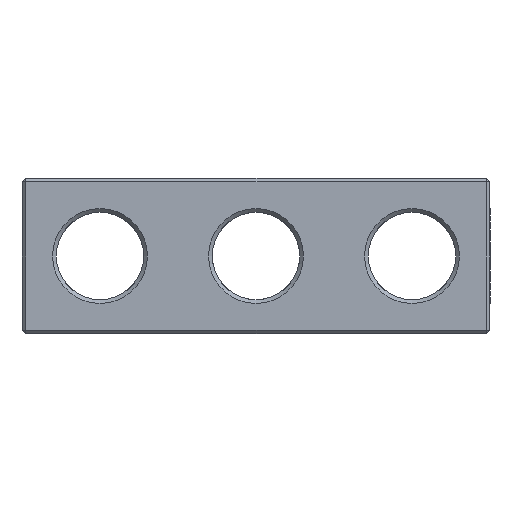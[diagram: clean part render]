
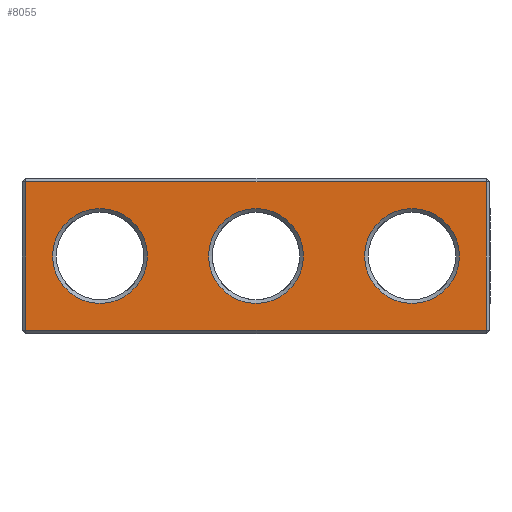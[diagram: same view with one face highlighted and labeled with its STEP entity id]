
A CAD part, front view. The second image highlights one B-rep face of the part: STEP entity #8055.
In plain terms, the highlighted planar face has unit normal (0, -1, 0).
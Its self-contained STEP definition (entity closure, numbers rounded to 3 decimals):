
#1023 = PLANE('',#1024);
#1024 = AXIS2_PLACEMENT_3D('',#1025,#1026,#1027);
#1025 = CARTESIAN_POINT('',(-18.75,-6.1,0.15));
#1026 = DIRECTION('',(0.,0.707,0.707));
#1027 = DIRECTION('',(1.,0.,0.));
#1434 = PLANE('',#1435);
#1435 = AXIS2_PLACEMENT_3D('',#1436,#1437,#1438);
#1436 = CARTESIAN_POINT('',(-18.75,-6.1,12.35));
#1437 = DIRECTION('',(0.,-0.707,0.707));
#1438 = DIRECTION('',(1.,0.,0.));
#2914 = PLANE('',#2915);
#2915 = AXIS2_PLACEMENT_3D('',#2916,#2917,#2918);
#2916 = CARTESIAN_POINT('',(-18.6,-6.1,0.));
#2917 = DIRECTION('',(-0.707,-0.707,0.));
#2918 = DIRECTION('',(0.,0.,1.));
#3276 = VERTEX_POINT('',#3277);
#3277 = CARTESIAN_POINT('',(-18.45,-6.25,0.3));
#3303 = EDGE_CURVE('',#3276,#3304,#3306,.T.);
#3304 = VERTEX_POINT('',#3305);
#3305 = CARTESIAN_POINT('',(18.45,-6.25,0.3));
#3306 = SURFACE_CURVE('',#3307,(#3311,#3318),.PCURVE_S1.);
#3307 = LINE('',#3308,#3309);
#3308 = CARTESIAN_POINT('',(-18.75,-6.25,0.3));
#3309 = VECTOR('',#3310,1.);
#3310 = DIRECTION('',(1.,0.,0.));
#3311 = PCURVE('',#1023,#3312);
#3312 = DEFINITIONAL_REPRESENTATION('',(#3313),#3317);
#3313 = LINE('',#3314,#3315);
#3314 = CARTESIAN_POINT('',(0.,-0.212));
#3315 = VECTOR('',#3316,1.);
#3316 = DIRECTION('',(1.,0.));
#3317 = ( GEOMETRIC_REPRESENTATION_CONTEXT(2) 
PARAMETRIC_REPRESENTATION_CONTEXT() REPRESENTATION_CONTEXT('2D SPACE',''
  ) );
#3318 = PCURVE('',#3319,#3324);
#3319 = PLANE('',#3320);
#3320 = AXIS2_PLACEMENT_3D('',#3321,#3322,#3323);
#3321 = CARTESIAN_POINT('',(-18.75,-6.25,0.));
#3322 = DIRECTION('',(0.,1.,0.));
#3323 = DIRECTION('',(1.,0.,0.));
#3324 = DEFINITIONAL_REPRESENTATION('',(#3325),#3329);
#3325 = LINE('',#3326,#3327);
#3326 = CARTESIAN_POINT('',(0.,-0.3));
#3327 = VECTOR('',#3328,1.);
#3328 = DIRECTION('',(1.,0.));
#3329 = ( GEOMETRIC_REPRESENTATION_CONTEXT(2) 
PARAMETRIC_REPRESENTATION_CONTEXT() REPRESENTATION_CONTEXT('2D SPACE',''
  ) );
#4023 = VERTEX_POINT('',#4024);
#4024 = CARTESIAN_POINT('',(-18.45,-6.25,12.2));
#4050 = EDGE_CURVE('',#4023,#4051,#4053,.T.);
#4051 = VERTEX_POINT('',#4052);
#4052 = CARTESIAN_POINT('',(18.45,-6.25,12.2));
#4053 = SURFACE_CURVE('',#4054,(#4058,#4065),.PCURVE_S1.);
#4054 = LINE('',#4055,#4056);
#4055 = CARTESIAN_POINT('',(-18.75,-6.25,12.2));
#4056 = VECTOR('',#4057,1.);
#4057 = DIRECTION('',(1.,0.,0.));
#4058 = PCURVE('',#1434,#4059);
#4059 = DEFINITIONAL_REPRESENTATION('',(#4060),#4064);
#4060 = LINE('',#4061,#4062);
#4061 = CARTESIAN_POINT('',(0.,-0.212));
#4062 = VECTOR('',#4063,1.);
#4063 = DIRECTION('',(1.,0.));
#4064 = ( GEOMETRIC_REPRESENTATION_CONTEXT(2) 
PARAMETRIC_REPRESENTATION_CONTEXT() REPRESENTATION_CONTEXT('2D SPACE',''
  ) );
#4065 = PCURVE('',#3319,#4066);
#4066 = DEFINITIONAL_REPRESENTATION('',(#4067),#4071);
#4067 = LINE('',#4068,#4069);
#4068 = CARTESIAN_POINT('',(0.,-12.2));
#4069 = VECTOR('',#4070,1.);
#4070 = DIRECTION('',(1.,0.));
#4071 = ( GEOMETRIC_REPRESENTATION_CONTEXT(2) 
PARAMETRIC_REPRESENTATION_CONTEXT() REPRESENTATION_CONTEXT('2D SPACE',''
  ) );
#7209 = EDGE_CURVE('',#3276,#4023,#7210,.T.);
#7210 = SURFACE_CURVE('',#7211,(#7215,#7222),.PCURVE_S1.);
#7211 = LINE('',#7212,#7213);
#7212 = CARTESIAN_POINT('',(-18.45,-6.25,0.));
#7213 = VECTOR('',#7214,1.);
#7214 = DIRECTION('',(0.,0.,1.));
#7215 = PCURVE('',#2914,#7216);
#7216 = DEFINITIONAL_REPRESENTATION('',(#7217),#7221);
#7217 = LINE('',#7218,#7219);
#7218 = CARTESIAN_POINT('',(0.,-0.212));
#7219 = VECTOR('',#7220,1.);
#7220 = DIRECTION('',(1.,0.));
#7221 = ( GEOMETRIC_REPRESENTATION_CONTEXT(2) 
PARAMETRIC_REPRESENTATION_CONTEXT() REPRESENTATION_CONTEXT('2D SPACE',''
  ) );
#7222 = PCURVE('',#3319,#7223);
#7223 = DEFINITIONAL_REPRESENTATION('',(#7224),#7228);
#7224 = LINE('',#7225,#7226);
#7225 = CARTESIAN_POINT('',(0.3,0.));
#7226 = VECTOR('',#7227,1.);
#7227 = DIRECTION('',(0.,-1.));
#7228 = ( GEOMETRIC_REPRESENTATION_CONTEXT(2) 
PARAMETRIC_REPRESENTATION_CONTEXT() REPRESENTATION_CONTEXT('2D SPACE',''
  ) );
#8055 = ADVANCED_FACE('',(#8056,#8087,#8118,#8149),#3319,.F.);
#8056 = FACE_BOUND('',#8057,.F.);
#8057 = EDGE_LOOP('',(#8058,#8059,#8060,#8086));
#8058 = ORIENTED_EDGE('',*,*,#7209,.T.);
#8059 = ORIENTED_EDGE('',*,*,#4050,.T.);
#8060 = ORIENTED_EDGE('',*,*,#8061,.F.);
#8061 = EDGE_CURVE('',#3304,#4051,#8062,.T.);
#8062 = SURFACE_CURVE('',#8063,(#8067,#8074),.PCURVE_S1.);
#8063 = LINE('',#8064,#8065);
#8064 = CARTESIAN_POINT('',(18.45,-6.25,0.));
#8065 = VECTOR('',#8066,1.);
#8066 = DIRECTION('',(0.,0.,1.));
#8067 = PCURVE('',#3319,#8068);
#8068 = DEFINITIONAL_REPRESENTATION('',(#8069),#8073);
#8069 = LINE('',#8070,#8071);
#8070 = CARTESIAN_POINT('',(37.2,0.));
#8071 = VECTOR('',#8072,1.);
#8072 = DIRECTION('',(0.,-1.));
#8073 = ( GEOMETRIC_REPRESENTATION_CONTEXT(2) 
PARAMETRIC_REPRESENTATION_CONTEXT() REPRESENTATION_CONTEXT('2D SPACE',''
  ) );
#8074 = PCURVE('',#8075,#8080);
#8075 = PLANE('',#8076);
#8076 = AXIS2_PLACEMENT_3D('',#8077,#8078,#8079);
#8077 = CARTESIAN_POINT('',(18.6,-6.1,0.));
#8078 = DIRECTION('',(0.707,-0.707,0.));
#8079 = DIRECTION('',(0.,0.,1.));
#8080 = DEFINITIONAL_REPRESENTATION('',(#8081),#8085);
#8081 = LINE('',#8082,#8083);
#8082 = CARTESIAN_POINT('',(0.,0.212));
#8083 = VECTOR('',#8084,1.);
#8084 = DIRECTION('',(1.,0.));
#8085 = ( GEOMETRIC_REPRESENTATION_CONTEXT(2) 
PARAMETRIC_REPRESENTATION_CONTEXT() REPRESENTATION_CONTEXT('2D SPACE',''
  ) );
#8086 = ORIENTED_EDGE('',*,*,#3303,.F.);
#8087 = FACE_BOUND('',#8088,.F.);
#8088 = EDGE_LOOP('',(#8089));
#8089 = ORIENTED_EDGE('',*,*,#8090,.F.);
#8090 = EDGE_CURVE('',#8091,#8091,#8093,.T.);
#8091 = VERTEX_POINT('',#8092);
#8092 = CARTESIAN_POINT('',(0.,-6.25,2.45));
#8093 = SURFACE_CURVE('',#8094,(#8099,#8106),.PCURVE_S1.);
#8094 = CIRCLE('',#8095,3.8);
#8095 = AXIS2_PLACEMENT_3D('',#8096,#8097,#8098);
#8096 = CARTESIAN_POINT('',(0.,-6.25,6.25));
#8097 = DIRECTION('',(0.,1.,0.));
#8098 = DIRECTION('',(0.,0.,-1.));
#8099 = PCURVE('',#3319,#8100);
#8100 = DEFINITIONAL_REPRESENTATION('',(#8101),#8105);
#8101 = CIRCLE('',#8102,3.8);
#8102 = AXIS2_PLACEMENT_2D('',#8103,#8104);
#8103 = CARTESIAN_POINT('',(18.75,-6.25));
#8104 = DIRECTION('',(0.,1.));
#8105 = ( GEOMETRIC_REPRESENTATION_CONTEXT(2) 
PARAMETRIC_REPRESENTATION_CONTEXT() REPRESENTATION_CONTEXT('2D SPACE',''
  ) );
#8106 = PCURVE('',#8107,#8112);
#8107 = CONICAL_SURFACE('',#8108,3.8,0.785);
#8108 = AXIS2_PLACEMENT_3D('',#8109,#8110,#8111);
#8109 = CARTESIAN_POINT('',(0.,-6.25,6.25));
#8110 = DIRECTION('',(0.,-1.,0.));
#8111 = DIRECTION('',(0.,0.,-1.));
#8112 = DEFINITIONAL_REPRESENTATION('',(#8113),#8117);
#8113 = LINE('',#8114,#8115);
#8114 = CARTESIAN_POINT('',(-0.,-0.));
#8115 = VECTOR('',#8116,1.);
#8116 = DIRECTION('',(-1.,-0.));
#8117 = ( GEOMETRIC_REPRESENTATION_CONTEXT(2) 
PARAMETRIC_REPRESENTATION_CONTEXT() REPRESENTATION_CONTEXT('2D SPACE',''
  ) );
#8118 = FACE_BOUND('',#8119,.F.);
#8119 = EDGE_LOOP('',(#8120));
#8120 = ORIENTED_EDGE('',*,*,#8121,.F.);
#8121 = EDGE_CURVE('',#8122,#8122,#8124,.T.);
#8122 = VERTEX_POINT('',#8123);
#8123 = CARTESIAN_POINT('',(-16.3,-6.25,6.25));
#8124 = SURFACE_CURVE('',#8125,(#8130,#8137),.PCURVE_S1.);
#8125 = CIRCLE('',#8126,3.8);
#8126 = AXIS2_PLACEMENT_3D('',#8127,#8128,#8129);
#8127 = CARTESIAN_POINT('',(-12.5,-6.25,6.25));
#8128 = DIRECTION('',(0.,1.,0.));
#8129 = DIRECTION('',(-1.,0.,0.));
#8130 = PCURVE('',#3319,#8131);
#8131 = DEFINITIONAL_REPRESENTATION('',(#8132),#8136);
#8132 = CIRCLE('',#8133,3.8);
#8133 = AXIS2_PLACEMENT_2D('',#8134,#8135);
#8134 = CARTESIAN_POINT('',(6.25,-6.25));
#8135 = DIRECTION('',(-1.,0.));
#8136 = ( GEOMETRIC_REPRESENTATION_CONTEXT(2) 
PARAMETRIC_REPRESENTATION_CONTEXT() REPRESENTATION_CONTEXT('2D SPACE',''
  ) );
#8137 = PCURVE('',#8138,#8143);
#8138 = CONICAL_SURFACE('',#8139,3.5,0.785);
#8139 = AXIS2_PLACEMENT_3D('',#8140,#8141,#8142);
#8140 = CARTESIAN_POINT('',(-12.5,-5.95,6.25));
#8141 = DIRECTION('',(0.,-1.,0.));
#8142 = DIRECTION('',(-1.,0.,0.));
#8143 = DEFINITIONAL_REPRESENTATION('',(#8144),#8148);
#8144 = LINE('',#8145,#8146);
#8145 = CARTESIAN_POINT('',(-0.,0.3));
#8146 = VECTOR('',#8147,1.);
#8147 = DIRECTION('',(-1.,0.));
#8148 = ( GEOMETRIC_REPRESENTATION_CONTEXT(2) 
PARAMETRIC_REPRESENTATION_CONTEXT() REPRESENTATION_CONTEXT('2D SPACE',''
  ) );
#8149 = FACE_BOUND('',#8150,.F.);
#8150 = EDGE_LOOP('',(#8151));
#8151 = ORIENTED_EDGE('',*,*,#8152,.T.);
#8152 = EDGE_CURVE('',#8153,#8153,#8155,.T.);
#8153 = VERTEX_POINT('',#8154);
#8154 = CARTESIAN_POINT('',(16.3,-6.25,6.25));
#8155 = SURFACE_CURVE('',#8156,(#8161,#8172),.PCURVE_S1.);
#8156 = CIRCLE('',#8157,3.8);
#8157 = AXIS2_PLACEMENT_3D('',#8158,#8159,#8160);
#8158 = CARTESIAN_POINT('',(12.5,-6.25,6.25));
#8159 = DIRECTION('',(0.,-1.,0.));
#8160 = DIRECTION('',(1.,0.,0.));
#8161 = PCURVE('',#3319,#8162);
#8162 = DEFINITIONAL_REPRESENTATION('',(#8163),#8171);
#8163 = ( BOUNDED_CURVE() B_SPLINE_CURVE(2,(#8164,#8165,#8166,#8167,
#8168,#8169,#8170),.UNSPECIFIED.,.T.,.F.) B_SPLINE_CURVE_WITH_KNOTS((1,2
    ,2,2,2,1),(-2.094,0.,2.094,4.189,
6.283,8.378),.UNSPECIFIED.) CURVE() 
GEOMETRIC_REPRESENTATION_ITEM() RATIONAL_B_SPLINE_CURVE((1.,0.5,1.,0.5,
1.,0.5,1.)) REPRESENTATION_ITEM('') );
#8164 = CARTESIAN_POINT('',(35.05,-6.25));
#8165 = CARTESIAN_POINT('',(35.05,-12.832));
#8166 = CARTESIAN_POINT('',(29.35,-9.541));
#8167 = CARTESIAN_POINT('',(23.65,-6.25));
#8168 = CARTESIAN_POINT('',(29.35,-2.959));
#8169 = CARTESIAN_POINT('',(35.05,0.332));
#8170 = CARTESIAN_POINT('',(35.05,-6.25));
#8171 = ( GEOMETRIC_REPRESENTATION_CONTEXT(2) 
PARAMETRIC_REPRESENTATION_CONTEXT() REPRESENTATION_CONTEXT('2D SPACE',''
  ) );
#8172 = PCURVE('',#8173,#8178);
#8173 = CONICAL_SURFACE('',#8174,3.5,0.785);
#8174 = AXIS2_PLACEMENT_3D('',#8175,#8176,#8177);
#8175 = CARTESIAN_POINT('',(12.5,-5.95,6.25));
#8176 = DIRECTION('',(0.,-1.,0.));
#8177 = DIRECTION('',(1.,0.,0.));
#8178 = DEFINITIONAL_REPRESENTATION('',(#8179),#8183);
#8179 = LINE('',#8180,#8181);
#8180 = CARTESIAN_POINT('',(0.,0.3));
#8181 = VECTOR('',#8182,1.);
#8182 = DIRECTION('',(1.,0.));
#8183 = ( GEOMETRIC_REPRESENTATION_CONTEXT(2) 
PARAMETRIC_REPRESENTATION_CONTEXT() REPRESENTATION_CONTEXT('2D SPACE',''
  ) );
